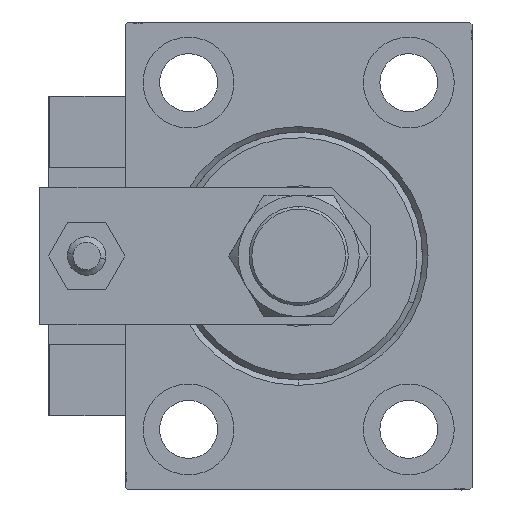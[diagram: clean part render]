
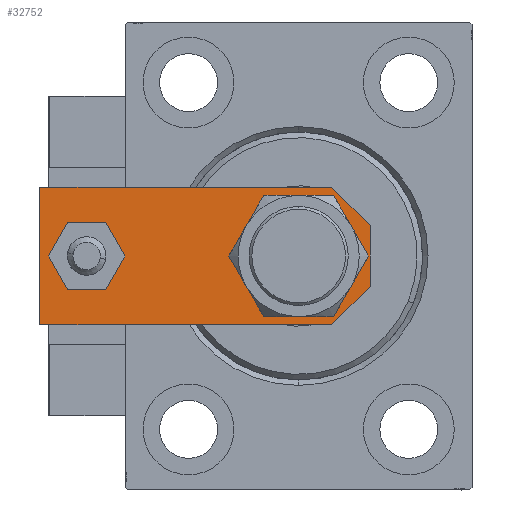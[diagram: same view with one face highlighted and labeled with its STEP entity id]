
A CAD part, left-side view. The second image highlights one B-rep face of the part: STEP entity #32752.
In plain terms, the highlighted face is planar.
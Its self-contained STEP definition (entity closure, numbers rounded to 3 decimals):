
#450 = AXIS2_PLACEMENT_3D ( 'NONE', #22446, #50164, #29768 ) ;
#2310 = CARTESIAN_POINT ( 'NONE',  ( -12.5, 60., 6. ) ) ;
#2455 = ORIENTED_EDGE ( 'NONE', *, *, #25238, .T. ) ;
#2747 = CARTESIAN_POINT ( 'NONE',  ( -12.5, 60., 6. ) ) ;
#2982 = EDGE_CURVE ( 'NONE', #44235, #22953, #41742, .T. ) ;
#3689 = VERTEX_POINT ( 'NONE', #8920 ) ;
#4637 = ORIENTED_EDGE ( 'NONE', *, *, #21103, .F. ) ;
#4650 = PLANE ( 'NONE',  #7722 ) ;
#5528 = DIRECTION ( 'NONE',  ( 0.707, -0.707, 0. ) ) ;
#5873 = CARTESIAN_POINT ( 'NONE',  ( -5.5, 0., 6. ) ) ;
#6894 = EDGE_CURVE ( 'NONE', #30185, #27855, #51141, .T. ) ;
#6946 = VECTOR ( 'NONE', #39563, 1000. ) ;
#7722 = AXIS2_PLACEMENT_3D ( 'NONE', #33687, #49634, #13780 ) ;
#8347 = DIRECTION ( 'NONE',  ( 0., 0., 1. ) ) ;
#8914 = DIRECTION ( 'NONE',  ( 1., 0., 0. ) ) ;
#8920 = CARTESIAN_POINT ( 'NONE',  ( -8.25, 13., 6. ) ) ;
#9552 = DIRECTION ( 'NONE',  ( 0.707, 0.707, 0. ) ) ;
#10006 = DIRECTION ( 'NONE',  ( -1., 0., 0. ) ) ;
#10253 = LINE ( 'NONE', #14967, #6946 ) ;
#10671 = VECTOR ( 'NONE', #5528, 1000. ) ;
#10947 = ORIENTED_EDGE ( 'NONE', *, *, #20756, .T. ) ;
#12839 = CARTESIAN_POINT ( 'NONE',  ( 0., 13., 6. ) ) ;
#13780 = DIRECTION ( 'NONE',  ( 1., 0., 0. ) ) ;
#14776 = AXIS2_PLACEMENT_3D ( 'NONE', #12839, #44768, #8914 ) ;
#14967 = CARTESIAN_POINT ( 'NONE',  ( -12.5, 0., 6. ) ) ;
#15287 = CARTESIAN_POINT ( 'NONE',  ( 12.5, 0., 6. ) ) ;
#15982 = AXIS2_PLACEMENT_3D ( 'NONE', #27989, #8347, #31412 ) ;
#16745 = VERTEX_POINT ( 'NONE', #2310 ) ;
#17426 = EDGE_CURVE ( 'NONE', #3689, #45645, #44740, .T. ) ;
#17814 = LINE ( 'NONE', #36700, #10671 ) ;
#19911 = EDGE_LOOP ( 'NONE', ( #2455, #28085, #30330, #50480, #10947, #37774 ) ) ;
#20756 = EDGE_CURVE ( 'NONE', #22953, #25117, #23409, .T. ) ;
#21103 = EDGE_CURVE ( 'NONE', #45645, #3689, #33977, .T. ) ;
#21654 = FACE_OUTER_BOUND ( 'NONE', #19911, .T. ) ;
#21976 = EDGE_CURVE ( 'NONE', #25117, #16745, #41422, .T. ) ;
#22085 = DIRECTION ( 'NONE',  ( 0., 0., 1. ) ) ;
#22206 = ORIENTED_EDGE ( 'NONE', *, *, #29142, .F. ) ;
#22446 = CARTESIAN_POINT ( 'NONE',  ( 0., 13., 6. ) ) ;
#22870 = EDGE_CURVE ( 'NONE', #49801, #31900, #17814, .T. ) ;
#22953 = VERTEX_POINT ( 'NONE', #30648 ) ;
#23409 = LINE ( 'NONE', #15287, #28965 ) ;
#25117 = VERTEX_POINT ( 'NONE', #44126 ) ;
#25238 = EDGE_CURVE ( 'NONE', #16745, #49801, #38346, .T. ) ;
#25555 = CARTESIAN_POINT ( 'NONE',  ( 4., 51.5, 6. ) ) ;
#25737 = CARTESIAN_POINT ( 'NONE',  ( 0., 51.5, 6. ) ) ;
#25799 = CARTESIAN_POINT ( 'NONE',  ( 8.25, 13., 6. ) ) ;
#25930 = EDGE_LOOP ( 'NONE', ( #48796, #4637 ) ) ;
#26221 = CARTESIAN_POINT ( 'NONE',  ( 12.5, 60., 6. ) ) ;
#27224 = CARTESIAN_POINT ( 'NONE',  ( -4., 51.5, 6. ) ) ;
#27855 = VERTEX_POINT ( 'NONE', #25555 ) ;
#27989 = CARTESIAN_POINT ( 'NONE',  ( 0., 51.5, 6. ) ) ;
#28085 = ORIENTED_EDGE ( 'NONE', *, *, #22870, .T. ) ;
#28574 = AXIS2_PLACEMENT_3D ( 'NONE', #25737, #22085, #33601 ) ;
#28965 = VECTOR ( 'NONE', #47483, 1000. ) ;
#29142 = EDGE_CURVE ( 'NONE', #27855, #30185, #34366, .T. ) ;
#29768 = DIRECTION ( 'NONE',  ( 1., 0., 0. ) ) ;
#30185 = VERTEX_POINT ( 'NONE', #27224 ) ;
#30330 = ORIENTED_EDGE ( 'NONE', *, *, #33004, .T. ) ;
#30476 = DIRECTION ( 'NONE',  ( 0., -1., 0. ) ) ;
#30648 = CARTESIAN_POINT ( 'NONE',  ( 12.5, 7., 6. ) ) ;
#31412 = DIRECTION ( 'NONE',  ( 1., 0., 0. ) ) ;
#31900 = VERTEX_POINT ( 'NONE', #5873 ) ;
#32439 = VECTOR ( 'NONE', #30476, 1000. ) ;
#32752 = ADVANCED_FACE ( 'NONE', ( #45460, #21654, #37610 ), #4650, .T. ) ;
#33004 = EDGE_CURVE ( 'NONE', #31900, #44235, #10253, .T. ) ;
#33475 = CARTESIAN_POINT ( 'NONE',  ( -12.5, 7., 6. ) ) ;
#33601 = DIRECTION ( 'NONE',  ( 1., 0., 0. ) ) ;
#33687 = CARTESIAN_POINT ( 'NONE',  ( 0., 0., 6. ) ) ;
#33977 = CIRCLE ( 'NONE', #14776, 8.25 ) ;
#34366 = CIRCLE ( 'NONE', #15982, 4. ) ;
#36700 = CARTESIAN_POINT ( 'NONE',  ( -2.75, -2.75, 6. ) ) ;
#37610 = FACE_BOUND ( 'NONE', #25930, .T. ) ;
#37774 = ORIENTED_EDGE ( 'NONE', *, *, #21976, .T. ) ;
#38346 = LINE ( 'NONE', #2747, #32439 ) ;
#39531 = EDGE_LOOP ( 'NONE', ( #47847, #22206 ) ) ;
#39563 = DIRECTION ( 'NONE',  ( 1., 0., 0. ) ) ;
#41422 = LINE ( 'NONE', #26221, #44891 ) ;
#41742 = LINE ( 'NONE', #45415, #46017 ) ;
#43081 = CARTESIAN_POINT ( 'NONE',  ( 5.5, 0., 6. ) ) ;
#44126 = CARTESIAN_POINT ( 'NONE',  ( 12.5, 60., 6. ) ) ;
#44235 = VERTEX_POINT ( 'NONE', #43081 ) ;
#44740 = CIRCLE ( 'NONE', #450, 8.25 ) ;
#44768 = DIRECTION ( 'NONE',  ( 0., 0., 1. ) ) ;
#44891 = VECTOR ( 'NONE', #10006, 1000. ) ;
#45415 = CARTESIAN_POINT ( 'NONE',  ( 2.75, -2.75, 6. ) ) ;
#45460 = FACE_BOUND ( 'NONE', #39531, .T. ) ;
#45645 = VERTEX_POINT ( 'NONE', #25799 ) ;
#46017 = VECTOR ( 'NONE', #9552, 1000. ) ;
#47483 = DIRECTION ( 'NONE',  ( 0., 1., 0. ) ) ;
#47847 = ORIENTED_EDGE ( 'NONE', *, *, #6894, .F. ) ;
#48796 = ORIENTED_EDGE ( 'NONE', *, *, #17426, .F. ) ;
#49634 = DIRECTION ( 'NONE',  ( 0., 0., 1. ) ) ;
#49801 = VERTEX_POINT ( 'NONE', #33475 ) ;
#50164 = DIRECTION ( 'NONE',  ( 0., 0., 1. ) ) ;
#50480 = ORIENTED_EDGE ( 'NONE', *, *, #2982, .T. ) ;
#51141 = CIRCLE ( 'NONE', #28574, 4. ) ;
